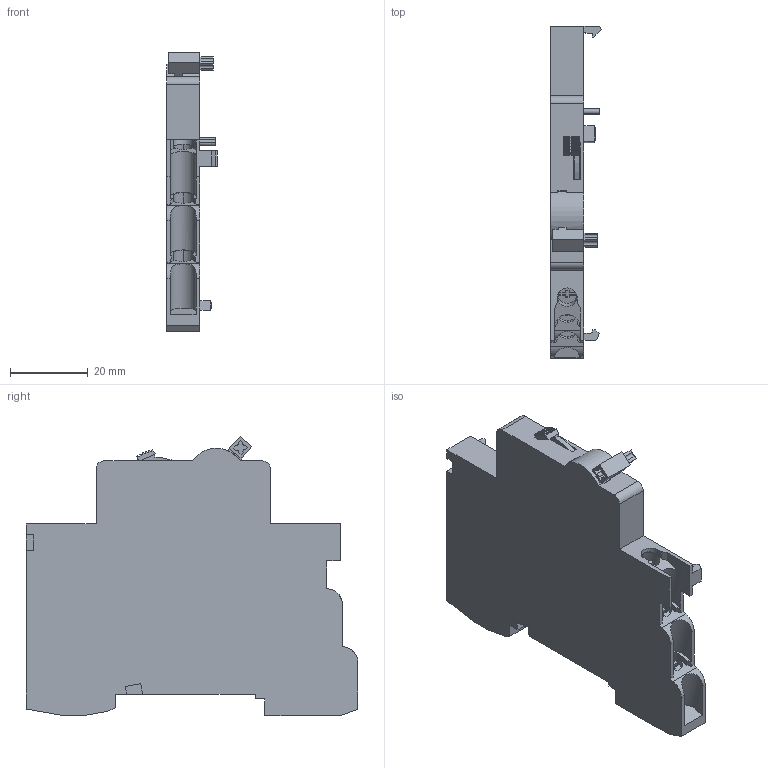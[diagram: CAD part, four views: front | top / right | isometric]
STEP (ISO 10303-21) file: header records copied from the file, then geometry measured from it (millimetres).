
FILE_DESCRIPTION((''),'2;1');
FILE_NAME('SB103138_3D-SIMPLIFIE_SW0001','2011-03-14T',('MCordero'),(''),'PRO/ENGINEER BY PARAMETRIC TECHNOLOGY CORPORATION, 2006170','PRO/ENGINEER BY PARAMETRIC TECHNOLOGY CORPORATION, 2006170','');
FILE_SCHEMA(('CONFIG_CONTROL_DESIGN'));
Length unit declared in the file: millimetre
Products named in the file (1): SB103138_3D-SIMPLIFIE_SW0001
Bounding box: 13.1 x 85.3 x 71.83 mm (x, y, z)
Volume: 36801 mm3; surface area: 13261 mm2
Topology: 1 solids, 1 shells, 243 faces, 710 edges, 478 vertices
Faces by surface type: plane 192, cylinder 51
Entity records: 8240 total; most frequent: CARTESIAN_POINT 1603, ORIENTED_EDGE 1420, DIRECTION 1336, EDGE_CURVE 710, VECTOR 558, LINE 558, VERTEX_POINT 478, AXIS2_PLACEMENT_3D 389
